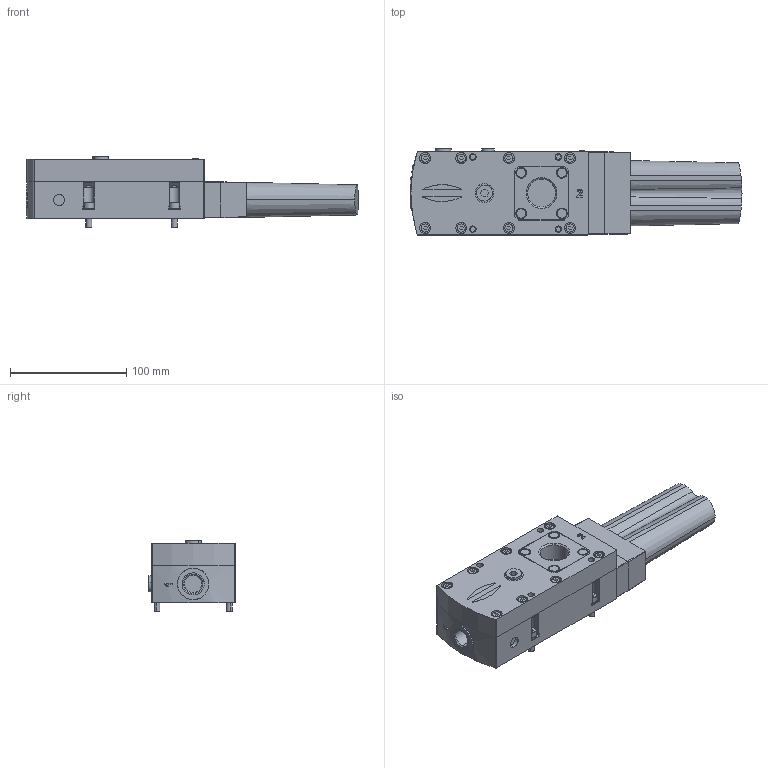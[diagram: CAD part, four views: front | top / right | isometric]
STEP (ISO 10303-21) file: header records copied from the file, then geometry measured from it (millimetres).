
FILE_DESCRIPTION (( 'STEP AP203' ), '1' );
FILE_NAME ('10.02.01.01597.step', '2021-04-14T12:35:01', ( '' ), ( '' ), 'SwSTEP 2.0', 'SolidWorks 2021', '' );
FILE_SCHEMA (( 'CONFIG_CONTROL_DESIGN' ));
Length unit declared in the file: millimetre
Products named in the file (1): 10.02.01.01597
Bounding box: 285.25 x 74 x 60.4 mm (x, y, z)
Volume: 720271.6 mm3; surface area: 144362.9 mm2
Topology: 43 solids, 45 shells, 899 faces, 2083 edges, 1370 vertices
Faces by surface type: plane 413, cylinder 398, cone 43, bspline 37, torus 8
Entity records: 30296 total; most frequent: CARTESIAN_POINT 9222, DIRECTION 4471, ORIENTED_EDGE 4166, EDGE_CURVE 2083, AXIS2_PLACEMENT_3D 1692, VERTEX_POINT 1370, EDGE_LOOP 1093, LINE 1087
